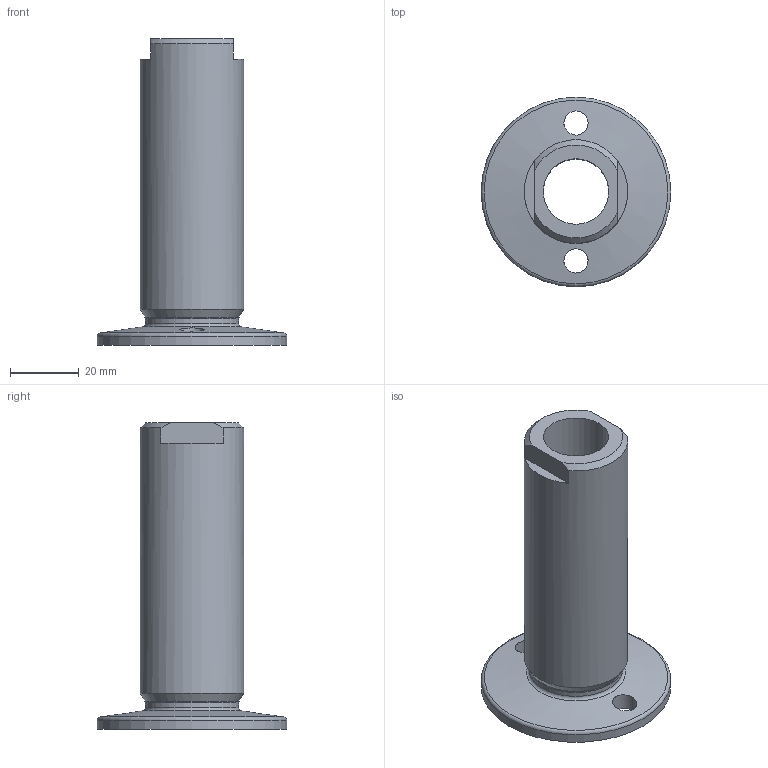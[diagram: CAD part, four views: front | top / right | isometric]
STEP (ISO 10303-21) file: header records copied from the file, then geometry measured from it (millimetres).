
FILE_DESCRIPTION(/* description */ (''),/* implementation_level */ '2;1');
FILE_NAME(/* name */ 'PDM_249322_03.stp',/* time_stamp */ '2026-01-27T10:36:49+01:00',/* author */ (''),/* organization */ (''),/* preprocessor_version */ 'ST-DEVELOPER v18.102',/* originating_system */ 'SIEMENS PLM Software NX 2023',/* authorisation */ '');
FILE_SCHEMA (('AP203_CONFIGURATION_CONTROLLED_3D_DESIGN_OF_MECHANICAL_PARTS_AND_ASSEMBLIES_MIM_LF { 1 0 10303 403 2 1 2}'));
Length unit declared in the file: millimetre
Products named in the file (1): PDM-249322_03-Stuetzfuss
Bounding box: 55 x 55 x 89 mm (x, y, z)
Volume: 43471.8 mm3; surface area: 18019.8 mm2
Topology: 1 solids, 1 shells, 19 faces, 50 edges, 33 vertices
Faces by surface type: plane 6, cylinder 6, cone 4, torus 3
Full cylindrical faces by diameter (mm): 7 x2, 19 x1, 27 x1, 30 x1, 55 x1
Entity records: 680 total; most frequent: CARTESIAN_POINT 204, DIRECTION 84, ORIENTED_EDGE 64, AXIS2_PLACEMENT_3D 38, EDGE_LOOP 36, EDGE_CURVE 32, FACE_BOUND 30, VERTEX_POINT 26
